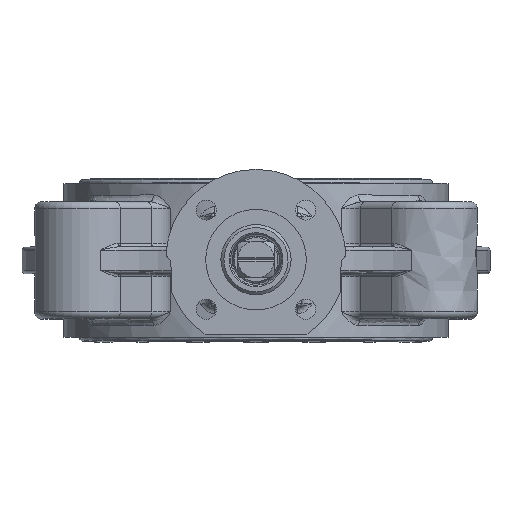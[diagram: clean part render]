
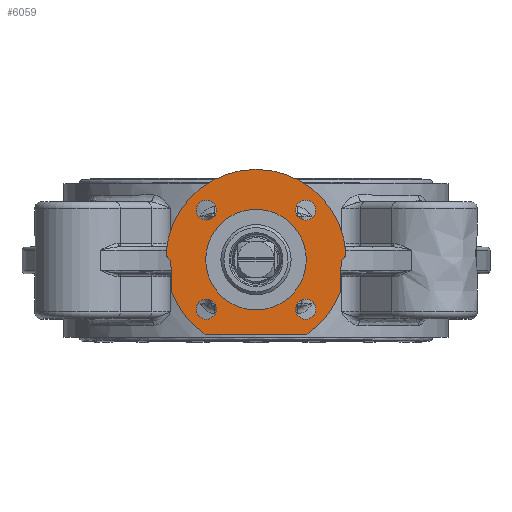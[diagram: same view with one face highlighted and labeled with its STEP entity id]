
A CAD part, top view. The second image highlights one B-rep face of the part: STEP entity #6059.
In plain terms, the highlighted planar face has unit normal (0, 0, 1).
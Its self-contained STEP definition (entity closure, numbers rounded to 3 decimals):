
#4917=CARTESIAN_POINT('',(-17.849,-14.849,134.5));
#4918=VERTEX_POINT('',#4917);
#4919=CARTESIAN_POINT('',(-14.849,-14.849,134.5));
#4920=DIRECTION('',(0.0,0.0,-1.0));
#4921=DIRECTION('',(-1.0,0.0,0.0));
#4922=AXIS2_PLACEMENT_3D('',#4919,#4920,#4921);
#4923=CIRCLE('',#4922,3.);
#4924=EDGE_CURVE('',#4918,#4918,#4923,.T.);
#4966=CARTESIAN_POINT('',(-14.849,17.849,134.5));
#4967=VERTEX_POINT('',#4966);
#4968=CARTESIAN_POINT('',(-14.849,14.849,134.5));
#4969=DIRECTION('',(0.0,0.0,-1.0));
#4970=DIRECTION('',(0.0,1.0,0.0));
#4971=AXIS2_PLACEMENT_3D('',#4968,#4969,#4970);
#4972=CIRCLE('',#4971,3.);
#4973=EDGE_CURVE('',#4967,#4967,#4972,.T.);
#5015=CARTESIAN_POINT('',(14.849,-17.849,134.5));
#5016=VERTEX_POINT('',#5015);
#5017=CARTESIAN_POINT('',(14.849,-14.849,134.5));
#5018=DIRECTION('',(0.0,0.0,-1.0));
#5019=DIRECTION('',(0.0,-1.0,0.0));
#5020=AXIS2_PLACEMENT_3D('',#5017,#5018,#5019);
#5021=CIRCLE('',#5020,3.);
#5022=EDGE_CURVE('',#5016,#5016,#5021,.T.);
#5064=CARTESIAN_POINT('',(17.849,14.849,134.5));
#5065=VERTEX_POINT('',#5064);
#5066=CARTESIAN_POINT('',(14.849,14.849,134.5));
#5067=DIRECTION('',(0.0,0.0,-1.0));
#5068=DIRECTION('',(1.0,0.0,0.0));
#5069=AXIS2_PLACEMENT_3D('',#5066,#5067,#5068);
#5070=CIRCLE('',#5069,3.);
#5071=EDGE_CURVE('',#5065,#5065,#5070,.T.);
#5878=CARTESIAN_POINT('',(15.05,0.,134.5));
#5879=VERTEX_POINT('',#5878);
#5880=CARTESIAN_POINT('',(0.,0.,134.5));
#5881=DIRECTION('',(0.0,0.0,-1.0));
#5882=DIRECTION('',(1.0,0.0,0.0));
#5883=AXIS2_PLACEMENT_3D('',#5880,#5881,#5882);
#5884=CIRCLE('',#5883,15.05);
#5885=EDGE_CURVE('',#5879,#5879,#5884,.T.);
#5934=CARTESIAN_POINT('',(-70.001,27.001,134.5));
#5935=DIRECTION('',(0.0,0.0,-1.0));
#5936=DIRECTION('',(-1.0,0.0,0.0));
#5937=AXIS2_PLACEMENT_3D('',#5934,#5935,#5936);
#5938=PLANE('',#5937);
#5939=CARTESIAN_POINT('',(26.193,0.368,134.5));
#5940=VERTEX_POINT('',#5939);
#5941=CARTESIAN_POINT('',(25.461,-1.11,134.5));
#5942=VERTEX_POINT('',#5941);
#5943=CARTESIAN_POINT('',(26.193,0.368,134.5));
#5944=CARTESIAN_POINT('',(26.074,0.271,134.5));
#5945=CARTESIAN_POINT('',(25.967,0.16,134.5));
#5946=CARTESIAN_POINT('',(25.78,-0.084,134.5));
#5947=CARTESIAN_POINT('',(25.701,-0.216,134.5));
#5948=CARTESIAN_POINT('',(25.53,-0.593,134.5));
#5949=CARTESIAN_POINT('',(25.47,-0.849,134.5));
#5950=CARTESIAN_POINT('',(25.461,-1.11,134.5));
#5951=B_SPLINE_CURVE_WITH_KNOTS('',3,(#5943,#5944,#5945,#5946,#5947,#5948,#5949,#5950),.UNSPECIFIED.,.F.,.U.,(4,2,2,4),(-0.17,-0.124,-0.078,0.0),.UNSPECIFIED.);
#5952=EDGE_CURVE('',#5940,#5942,#5951,.T.);
#5953=ORIENTED_EDGE('',*,*,#5952,.F.);
#5954=CARTESIAN_POINT('',(26.921,2.069,134.5));
#5955=VERTEX_POINT('',#5954);
#5956=CARTESIAN_POINT('',(26.921,2.069,134.5));
#5957=CARTESIAN_POINT('',(26.935,1.879,134.5));
#5958=CARTESIAN_POINT('',(26.923,1.687,134.5));
#5959=CARTESIAN_POINT('',(26.843,1.313,134.5));
#5960=CARTESIAN_POINT('',(26.777,1.133,134.5));
#5961=CARTESIAN_POINT('',(26.562,0.736,134.5));
#5962=CARTESIAN_POINT('',(26.395,0.533,134.5));
#5963=CARTESIAN_POINT('',(26.193,0.368,134.5));
#5964=B_SPLINE_CURVE_WITH_KNOTS('',3,(#5956,#5957,#5958,#5959,#5960,#5961,#5962,#5963),.UNSPECIFIED.,.F.,.U.,(4,2,2,4),(-0.193,-0.135,-0.078,0.),.UNSPECIFIED.);
#5965=EDGE_CURVE('',#5955,#5940,#5964,.T.);
#5966=ORIENTED_EDGE('',*,*,#5965,.F.);
#5967=CARTESIAN_POINT('',(-26.921,2.069,134.5));
#5968=VERTEX_POINT('',#5967);
#5969=CARTESIAN_POINT('',(0.,0.,134.5));
#5970=DIRECTION('',(0.0,0.0,-1.0));
#5971=DIRECTION('',(1.0,0.0,0.0));
#5972=AXIS2_PLACEMENT_3D('',#5969,#5970,#5971);
#5973=CIRCLE('',#5972,27.0);
#5974=EDGE_CURVE('',#5968,#5955,#5973,.T.);
#5975=ORIENTED_EDGE('',*,*,#5974,.F.);
#5976=CARTESIAN_POINT('',(-26.193,0.368,134.5));
#5977=VERTEX_POINT('',#5976);
#5978=CARTESIAN_POINT('',(-26.193,0.368,134.5));
#5979=CARTESIAN_POINT('',(-26.341,0.489,134.5));
#5980=CARTESIAN_POINT('',(-26.471,0.631,134.5));
#5981=CARTESIAN_POINT('',(-26.686,0.947,134.5));
#5982=CARTESIAN_POINT('',(-26.771,1.119,134.5));
#5983=CARTESIAN_POINT('',(-26.91,1.549,134.5));
#5984=CARTESIAN_POINT('',(-26.941,1.81,134.5));
#5985=CARTESIAN_POINT('',(-26.921,2.069,134.5));
#5986=B_SPLINE_CURVE_WITH_KNOTS('',3,(#5978,#5979,#5980,#5981,#5982,#5983,#5984,#5985),.UNSPECIFIED.,.F.,.U.,(4,2,2,4),(-0.193,-0.135,-0.078,0.0),.UNSPECIFIED.);
#5987=EDGE_CURVE('',#5977,#5968,#5986,.T.);
#5988=ORIENTED_EDGE('',*,*,#5987,.F.);
#5989=CARTESIAN_POINT('',(-25.461,-1.11,134.5));
#5990=VERTEX_POINT('',#5989);
#5991=CARTESIAN_POINT('',(-25.461,-1.11,134.5));
#5992=CARTESIAN_POINT('',(-25.467,-0.956,134.5));
#5993=CARTESIAN_POINT('',(-25.49,-0.803,134.5));
#5994=CARTESIAN_POINT('',(-25.57,-0.507,134.5));
#5995=CARTESIAN_POINT('',(-25.627,-0.364,134.5));
#5996=CARTESIAN_POINT('',(-25.824,0.001,134.5));
#5997=CARTESIAN_POINT('',(-25.992,0.203,134.5));
#5998=CARTESIAN_POINT('',(-26.193,0.368,134.5));
#5999=B_SPLINE_CURVE_WITH_KNOTS('',3,(#5991,#5992,#5993,#5994,#5995,#5996,#5997,#5998),.UNSPECIFIED.,.F.,.U.,(4,2,2,4),(-0.17,-0.124,-0.078,0.0),.UNSPECIFIED.);
#6000=EDGE_CURVE('',#5990,#5977,#5999,.T.);
#6001=ORIENTED_EDGE('',*,*,#6000,.F.);
#6002=CARTESIAN_POINT('',(-25.158,-9.803,134.5));
#6003=VERTEX_POINT('',#6002);
#6004=CARTESIAN_POINT('',(-25.158,-9.803,134.5));
#6005=DIRECTION('',(-0.035,0.999,0.0));
#6006=VECTOR('',#6005,8.698);
#6007=LINE('',#6004,#6006);
#6008=EDGE_CURVE('',#6003,#5990,#6007,.T.);
#6009=ORIENTED_EDGE('',*,*,#6008,.F.);
#6010=CARTESIAN_POINT('',(-14.925,-22.5,134.5));
#6011=VERTEX_POINT('',#6010);
#6012=CARTESIAN_POINT('',(0.,0.,134.5));
#6013=DIRECTION('',(0.0,0.0,-1.0));
#6014=DIRECTION('',(-0.932,-0.363,0.0));
#6015=AXIS2_PLACEMENT_3D('',#6012,#6013,#6014);
#6016=CIRCLE('',#6015,27.0);
#6017=EDGE_CURVE('',#6011,#6003,#6016,.T.);
#6018=ORIENTED_EDGE('',*,*,#6017,.F.);
#6019=CARTESIAN_POINT('',(14.925,-22.5,134.5));
#6020=VERTEX_POINT('',#6019);
#6021=CARTESIAN_POINT('',(14.925,-22.5,134.5));
#6022=DIRECTION('',(-1.0,0.0,0.0));
#6023=VECTOR('',#6022,29.85);
#6024=LINE('',#6021,#6023);
#6025=EDGE_CURVE('',#6020,#6011,#6024,.T.);
#6026=ORIENTED_EDGE('',*,*,#6025,.F.);
#6027=CARTESIAN_POINT('',(25.158,-9.803,134.5));
#6028=VERTEX_POINT('',#6027);
#6029=CARTESIAN_POINT('',(0.,0.,134.5));
#6030=DIRECTION('',(0.0,0.0,-1.0));
#6031=DIRECTION('',(0.553,-0.833,0.0));
#6032=AXIS2_PLACEMENT_3D('',#6029,#6030,#6031);
#6033=CIRCLE('',#6032,27.);
#6034=EDGE_CURVE('',#6028,#6020,#6033,.T.);
#6035=ORIENTED_EDGE('',*,*,#6034,.F.);
#6036=CARTESIAN_POINT('',(25.461,-1.11,134.5));
#6037=DIRECTION('',(-0.035,-0.999,0.0));
#6038=VECTOR('',#6037,8.698);
#6039=LINE('',#6036,#6038);
#6040=EDGE_CURVE('',#5942,#6028,#6039,.T.);
#6041=ORIENTED_EDGE('',*,*,#6040,.F.);
#6042=EDGE_LOOP('',(#5953,#5966,#5975,#5988,#6001,#6009,#6018,#6026,#6035,#6041));
#6043=FACE_OUTER_BOUND('',#6042,.T.);
#6044=ORIENTED_EDGE('',*,*,#4924,.T.);
#6045=EDGE_LOOP('',(#6044));
#6046=FACE_BOUND('',#6045,.T.);
#6047=ORIENTED_EDGE('',*,*,#4973,.T.);
#6048=EDGE_LOOP('',(#6047));
#6049=FACE_BOUND('',#6048,.T.);
#6050=ORIENTED_EDGE('',*,*,#5022,.T.);
#6051=EDGE_LOOP('',(#6050));
#6052=FACE_BOUND('',#6051,.T.);
#6053=ORIENTED_EDGE('',*,*,#5071,.T.);
#6054=EDGE_LOOP('',(#6053));
#6055=FACE_BOUND('',#6054,.T.);
#6056=ORIENTED_EDGE('',*,*,#5885,.T.);
#6057=EDGE_LOOP('',(#6056));
#6058=FACE_BOUND('',#6057,.T.);
#6059=ADVANCED_FACE('',(#6043,#6046,#6049,#6052,#6055,#6058),#5938,.F.);
